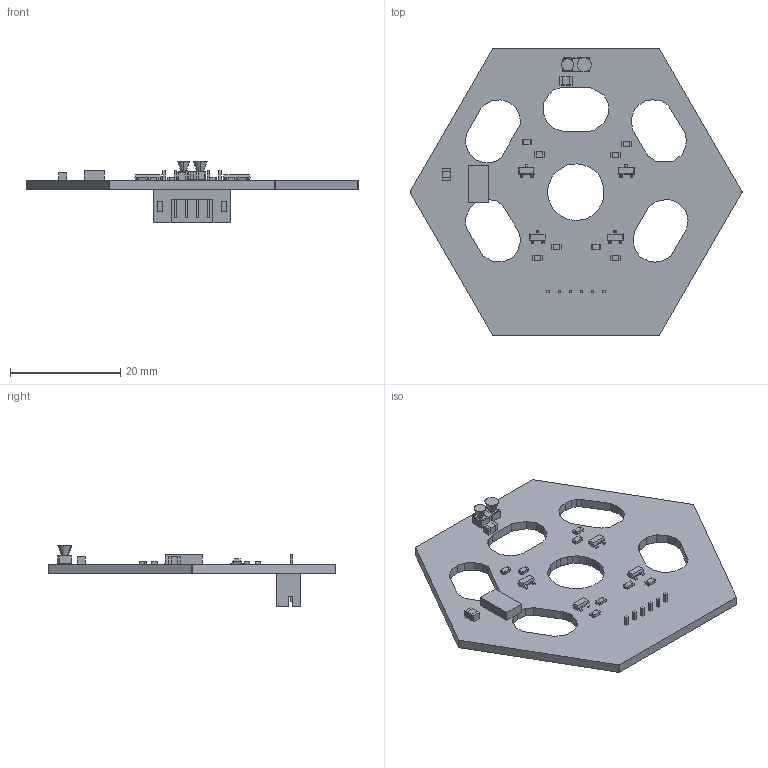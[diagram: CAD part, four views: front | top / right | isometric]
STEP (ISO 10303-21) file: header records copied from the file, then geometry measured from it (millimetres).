
FILE_DESCRIPTION(('Open CASCADE Model'),'2;1');
FILE_NAME('Open CASCADE Shape Model','2020-06-17T13:53:00',('Author'),( 'Open CASCADE'),'Open CASCADE STEP processor 6.5','Open CASCADE 6.5' ,'Unknown');
FILE_SCHEMA(('AUTOMOTIVE_DESIGN { 1 0 10303 214 1 1 1 1 }'));
Length unit declared in the file: millimetre
Products named in the file (36): PCB; Board; U2; 1493977824; Extruded; U1; User_Library-vl53l1x_KEEPOUTS; R8; 1493978080; 1493977952; R7; R6; R5; R4; R3; R2; R1; Q4; SOT_23; Q3; Q2; Q1; P1; B6B-PH-K-S; C2; 1493977696; 1493977568; C1; 1493977440; 1493977312
Assembly tree (62 placements, depth 4):
  PCB
    Board
    U2
      1493977824
        Extruded
    U1
      User_Library-vl53l1x_KEEPOUTS
    R8
      1493978080  x2
        Extruded
      1493977952
        Extruded
    R7
      1493978080  x2
        Extruded
      1493977952
        Extruded
    R6
      1493978080  x2
        Extruded
      1493977952
        Extruded
    R5
      1493978080  x2
        Extruded
      1493977952
        Extruded
    R4
      1493978080  x2
        Extruded
      1493977952
        Extruded
    R3
      1493978080  x2
        Extruded
      1493977952
        Extruded
    R2
      1493978080  x2
        Extruded
      1493977952
        Extruded
    R1
      1493978080  x2
        Extruded
      1493977952
        Extruded
    Q4
      SOT_23
    Q3
      SOT_23
    Q2
      SOT_23
    Q1
      SOT_23
    P1
      B6B-PH-K-S
    C2
      1493977696  x2
        Extruded
Bounding box: 60.1 x 52.08 x 11.13 mm (x, y, z)
Volume: 3349.4 mm3; surface area: 5203.4 mm2
Topology: 38 solids, 38 shells, 970 faces, 2308 edges, 1440 vertices
Faces by surface type: plane 798, cone 100, cylinder 69, bspline 3
Entity records: 35600 total; most frequent: CARTESIAN_POINT 8727, DIRECTION 4527, LINE 3262, VECTOR 3262, ORIENTED_EDGE 2426, PCURVE 2426, DEFINITIONAL_REPRESENTATION 2426, EDGE_CURVE 1213
